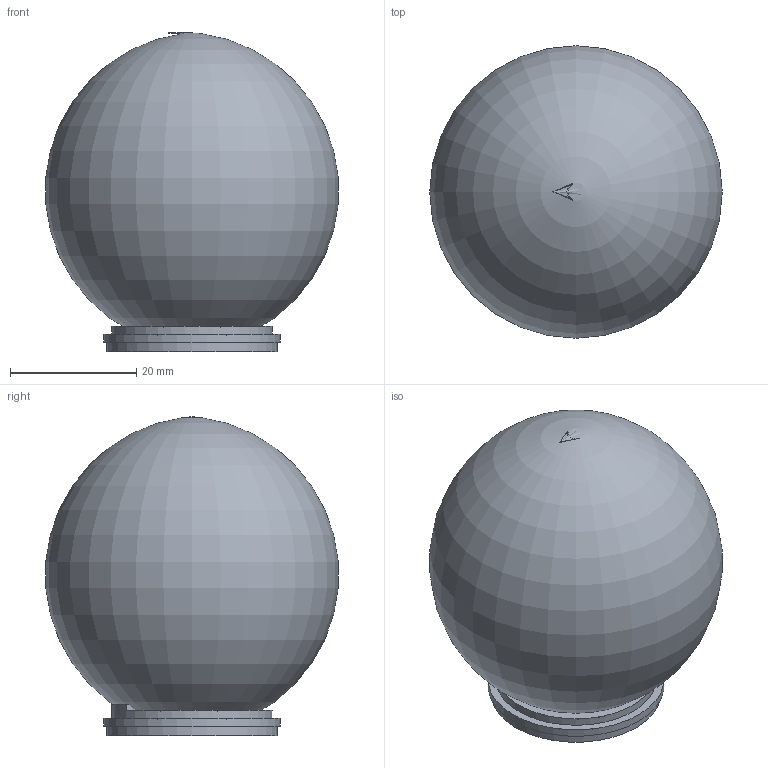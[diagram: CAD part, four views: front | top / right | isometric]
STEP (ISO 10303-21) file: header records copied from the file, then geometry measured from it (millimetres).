
FILE_DESCRIPTION(/* description */ ('Alibre Inc.'),/* implementation_level */ '2;1');
FILE_NAME(/* name */ 'export0',/* time_stamp */ '2018-08-14T08:00:10-05:00',/* author */ (''),/* organization */ (''),/* preprocessor_version */ 'ST-DEVELOPER v17',/* originating_system */ 'Alibre',/* authorisation */ '');
FILE_SCHEMA (('CONFIG_CONTROL_DESIGN'));
Length unit declared in the file: centimetre
Products named in the file (1): ID_1
Bounding box: 46.35 x 46.35 x 50.59 mm (x, y, z)
Volume: 174 mm3; surface area: 16936.5 mm2
Topology: 1 solids, 1 shells, 80 faces, 214 edges, 144 vertices
Faces by surface type: plane 65, cylinder 11, torus 4
Full cylindrical faces by diameter (mm): 15.6 x1, 16 x1, 25 x2, 25.1 x1, 25.5 x1, 27 x1, 27.6 x1, 28 x1
Entity records: 2814 total; most frequent: CARTESIAN_POINT 1071, ORIENTED_EDGE 384, EDGE_CURVE 192, DIRECTION 176, FACE_BOUND 150, EDGE_LOOP 148, VERTEX_POINT 136, AXIS2_PLACEMENT_3D 102
